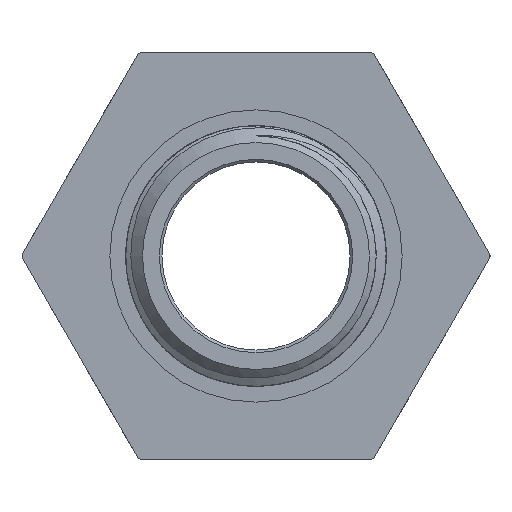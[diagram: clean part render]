
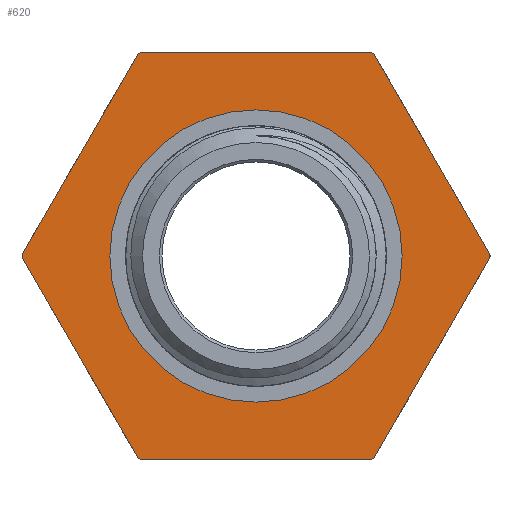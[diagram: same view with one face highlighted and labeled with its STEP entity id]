
A CAD part, left-side view. The second image highlights one B-rep face of the part: STEP entity #620.
In plain terms, the highlighted planar face has unit normal (-1, 0, 0).
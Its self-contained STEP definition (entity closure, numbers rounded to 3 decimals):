
#27=LINE('',#5179,#45);
#31=LINE('',#5204,#49);
#34=LINE('',#5219,#52);
#37=LINE('',#5234,#55);
#40=LINE('',#5249,#58);
#43=LINE('',#5264,#61);
#45=VECTOR('',#757,10.);
#49=VECTOR('',#763,10.);
#52=VECTOR('',#768,10.);
#55=VECTOR('',#773,10.);
#58=VECTOR('',#778,10.);
#61=VECTOR('',#783,10.);
#70=PLANE('',#691);
#97=FACE_BOUND('',#180,.T.);
#136=FACE_OUTER_BOUND('',#179,.T.);
#179=EDGE_LOOP('',(#530,#531,#532,#533,#534,#535,#536,#537,#538,#539,#540,
#541));
#180=EDGE_LOOP('',(#542));
#240=CIRCLE('',#682,17.55);
#241=CIRCLE('',#684,17.55);
#242=CIRCLE('',#686,17.55);
#243=CIRCLE('',#688,17.55);
#244=CIRCLE('',#690,17.55);
#245=CIRCLE('',#692,17.55);
#246=CIRCLE('',#693,10.96);
#276=VERTEX_POINT('',#5177);
#277=VERTEX_POINT('',#5178);
#284=VERTEX_POINT('',#5201);
#285=VERTEX_POINT('',#5203);
#289=VERTEX_POINT('',#5216);
#290=VERTEX_POINT('',#5218);
#294=VERTEX_POINT('',#5231);
#295=VERTEX_POINT('',#5233);
#299=VERTEX_POINT('',#5246);
#300=VERTEX_POINT('',#5248);
#304=VERTEX_POINT('',#5261);
#305=VERTEX_POINT('',#5263);
#306=VERTEX_POINT('',#5293);
#346=EDGE_CURVE('',#276,#277,#27,.T.);
#354=EDGE_CURVE('',#285,#284,#31,.T.);
#359=EDGE_CURVE('',#290,#289,#34,.T.);
#364=EDGE_CURVE('',#295,#294,#37,.T.);
#369=EDGE_CURVE('',#300,#299,#40,.T.);
#374=EDGE_CURVE('',#305,#304,#43,.T.);
#386=EDGE_CURVE('',#305,#294,#240,.T.);
#387=EDGE_CURVE('',#295,#289,#241,.T.);
#388=EDGE_CURVE('',#290,#277,#242,.T.);
#389=EDGE_CURVE('',#300,#284,#243,.T.);
#390=EDGE_CURVE('',#285,#304,#244,.T.);
#391=EDGE_CURVE('',#276,#299,#245,.T.);
#392=EDGE_CURVE('',#306,#306,#246,.T.);
#530=ORIENTED_EDGE('',*,*,#346,.T.);
#531=ORIENTED_EDGE('',*,*,#388,.F.);
#532=ORIENTED_EDGE('',*,*,#359,.T.);
#533=ORIENTED_EDGE('',*,*,#387,.F.);
#534=ORIENTED_EDGE('',*,*,#364,.T.);
#535=ORIENTED_EDGE('',*,*,#386,.F.);
#536=ORIENTED_EDGE('',*,*,#374,.T.);
#537=ORIENTED_EDGE('',*,*,#390,.F.);
#538=ORIENTED_EDGE('',*,*,#354,.T.);
#539=ORIENTED_EDGE('',*,*,#389,.F.);
#540=ORIENTED_EDGE('',*,*,#369,.T.);
#541=ORIENTED_EDGE('',*,*,#391,.F.);
#542=ORIENTED_EDGE('',*,*,#392,.T.);
#620=ADVANCED_FACE('',(#136,#97),#70,.T.);
#682=AXIS2_PLACEMENT_3D('',#5282,#817,#818);
#684=AXIS2_PLACEMENT_3D('',#5284,#821,#822);
#686=AXIS2_PLACEMENT_3D('',#5286,#825,#826);
#688=AXIS2_PLACEMENT_3D('',#5288,#829,#830);
#690=AXIS2_PLACEMENT_3D('',#5290,#833,#834);
#691=AXIS2_PLACEMENT_3D('',#5291,#835,#836);
#692=AXIS2_PLACEMENT_3D('',#5292,#837,#838);
#693=AXIS2_PLACEMENT_3D('',#5294,#839,#840);
#757=DIRECTION('',(0.,0.5,-0.866));
#763=DIRECTION('',(0.,0.5,0.866));
#768=DIRECTION('',(0.,-0.5,-0.866));
#773=DIRECTION('',(0.,-1.,0.));
#778=DIRECTION('',(0.,1.,0.));
#783=DIRECTION('',(0.,-0.5,0.866));
#817=DIRECTION('center_axis',(1.,0.,0.));
#818=DIRECTION('ref_axis',(0.,0.,-1.));
#821=DIRECTION('center_axis',(1.,0.,0.));
#822=DIRECTION('ref_axis',(0.,0.,-1.));
#825=DIRECTION('center_axis',(1.,0.,0.));
#826=DIRECTION('ref_axis',(0.,0.,-1.));
#829=DIRECTION('center_axis',(1.,0.,0.));
#830=DIRECTION('ref_axis',(0.,0.,-1.));
#833=DIRECTION('center_axis',(1.,0.,0.));
#834=DIRECTION('ref_axis',(0.,0.,-1.));
#835=DIRECTION('center_axis',(-1.,0.,0.));
#836=DIRECTION('ref_axis',(0.,0.,1.));
#837=DIRECTION('center_axis',(1.,0.,0.));
#838=DIRECTION('ref_axis',(0.,0.,-1.));
#839=DIRECTION('center_axis',(1.,0.,0.));
#840=DIRECTION('ref_axis',(0.,0.,-1.));
#5177=CARTESIAN_POINT('',(-21.,8.864,15.147));
#5178=CARTESIAN_POINT('',(-21.,17.55,0.103));
#5179=CARTESIAN_POINT('',(-21.,17.572,0.064));
#5201=CARTESIAN_POINT('',(-21.,-8.864,15.147));
#5203=CARTESIAN_POINT('',(-21.,-17.55,0.103));
#5204=CARTESIAN_POINT('',(-21.,-8.842,15.186));
#5216=CARTESIAN_POINT('',(-21.,8.864,-15.147));
#5218=CARTESIAN_POINT('',(-21.,17.55,-0.103));
#5219=CARTESIAN_POINT('',(-21.,13.229,-7.586));
#5231=CARTESIAN_POINT('',(-21.,-8.686,-15.25));
#5233=CARTESIAN_POINT('',(-21.,8.686,-15.25));
#5234=CARTESIAN_POINT('',(-21.,4.432,-15.25));
#5246=CARTESIAN_POINT('',(-21.,8.686,15.25));
#5248=CARTESIAN_POINT('',(-21.,-8.686,15.25));
#5249=CARTESIAN_POINT('',(-21.,13.118,15.25));
#5261=CARTESIAN_POINT('',(-21.,-17.55,-0.103));
#5263=CARTESIAN_POINT('',(-21.,-8.864,-15.147));
#5264=CARTESIAN_POINT('',(-21.,-13.185,-7.664));
#5282=CARTESIAN_POINT('Origin',(-21.,0.,0.));
#5284=CARTESIAN_POINT('Origin',(-21.,0.,0.));
#5286=CARTESIAN_POINT('Origin',(-21.,0.,0.));
#5288=CARTESIAN_POINT('Origin',(-21.,0.,0.));
#5290=CARTESIAN_POINT('Origin',(-21.,0.,0.));
#5291=CARTESIAN_POINT('Origin',(-21.,17.55,0.));
#5292=CARTESIAN_POINT('Origin',(-21.,0.,0.));
#5293=CARTESIAN_POINT('',(-21.,10.96,0.));
#5294=CARTESIAN_POINT('Origin',(-21.,0.,0.));
